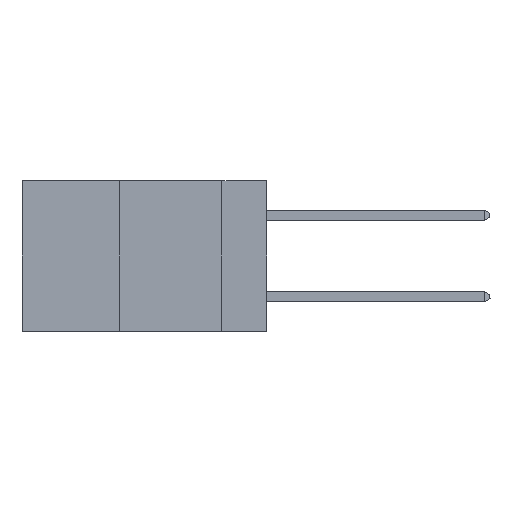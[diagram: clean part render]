
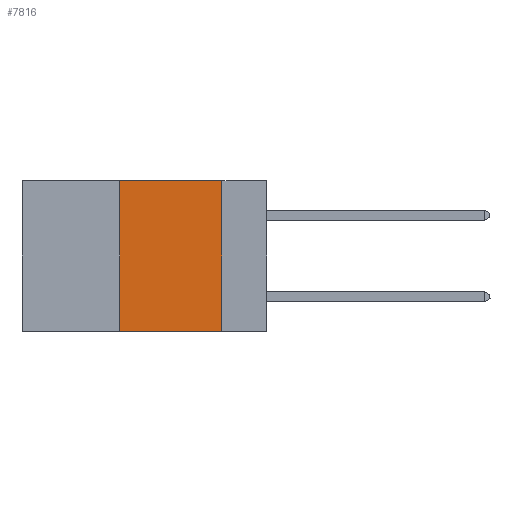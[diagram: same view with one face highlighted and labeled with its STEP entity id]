
A CAD part, left-side view. The second image highlights one B-rep face of the part: STEP entity #7816.
In plain terms, the highlighted planar face has unit normal (-1, 0, 0).
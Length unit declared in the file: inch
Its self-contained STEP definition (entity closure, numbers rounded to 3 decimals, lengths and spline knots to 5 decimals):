
#1515 = VECTOR ( 'NONE', #8882, 39.37008 ) ;
#3760 = VECTOR ( 'NONE', #17846, 39.37008 ) ;
#4258 = DIRECTION ( 'NONE',  ( 0., 0., -1. ) ) ;
#4435 = CARTESIAN_POINT ( 'NONE',  ( 0., 0.36, 0. ) ) ;
#5139 = LINE ( 'NONE', #4435, #3760 ) ;
#5467 = DIRECTION ( 'NONE',  ( 0., -1., 0. ) ) ;
#5837 = CARTESIAN_POINT ( 'NONE',  ( 0., 0.11, -0.37 ) ) ;
#6770 = AXIS2_PLACEMENT_3D ( 'NONE', #14352, #25212, #14454 ) ;
#7399 = EDGE_LOOP ( 'NONE', ( #14377, #27345, #22787, #19368 ) ) ;
#7816 = ADVANCED_FACE ( 'NONE', ( #8805 ), #9773, .F. ) ;
#8805 = FACE_OUTER_BOUND ( 'NONE', #7399, .T. ) ;
#8882 = DIRECTION ( 'NONE',  ( 0., -1., 0. ) ) ;
#9229 = EDGE_CURVE ( 'NONE', #11236, #14121, #11901, .T. ) ;
#9444 = VECTOR ( 'NONE', #5467, 39.37008 ) ;
#9773 = PLANE ( 'NONE',  #6770 ) ;
#9845 = EDGE_CURVE ( 'NONE', #18105, #14121, #15374, .T. ) ;
#11236 = VERTEX_POINT ( 'NONE', #27974 ) ;
#11901 = LINE ( 'NONE', #21901, #19526 ) ;
#14121 = VERTEX_POINT ( 'NONE', #5837 ) ;
#14352 = CARTESIAN_POINT ( 'NONE',  ( 0., 0.6, 0. ) ) ;
#14377 = ORIENTED_EDGE ( 'NONE', *, *, #9229, .F. ) ;
#14454 = DIRECTION ( 'NONE',  ( 0., 0., -1. ) ) ;
#15374 = LINE ( 'NONE', #27442, #9444 ) ;
#16807 = EDGE_CURVE ( 'NONE', #18105, #22214, #5139, .T. ) ;
#17846 = DIRECTION ( 'NONE',  ( 0., 0., 1. ) ) ;
#18105 = VERTEX_POINT ( 'NONE', #18857 ) ;
#18857 = CARTESIAN_POINT ( 'NONE',  ( 0., 0.36, -0.37 ) ) ;
#19225 = CARTESIAN_POINT ( 'NONE',  ( 0., 0.36, 0. ) ) ;
#19368 = ORIENTED_EDGE ( 'NONE', *, *, #9845, .T. ) ;
#19526 = VECTOR ( 'NONE', #4258, 39.37008 ) ;
#19992 = CARTESIAN_POINT ( 'NONE',  ( 0., 0.6, 0. ) ) ;
#21901 = CARTESIAN_POINT ( 'NONE',  ( 0., 0.11, 0. ) ) ;
#22214 = VERTEX_POINT ( 'NONE', #19225 ) ;
#22787 = ORIENTED_EDGE ( 'NONE', *, *, #16807, .F. ) ;
#22897 = LINE ( 'NONE', #19992, #1515 ) ;
#24229 = EDGE_CURVE ( 'NONE', #22214, #11236, #22897, .T. ) ;
#25212 = DIRECTION ( 'NONE',  ( 1., 0., 0. ) ) ;
#27345 = ORIENTED_EDGE ( 'NONE', *, *, #24229, .F. ) ;
#27442 = CARTESIAN_POINT ( 'NONE',  ( 0., 0.6, -0.37 ) ) ;
#27974 = CARTESIAN_POINT ( 'NONE',  ( 0., 0.11, 0. ) ) ;
